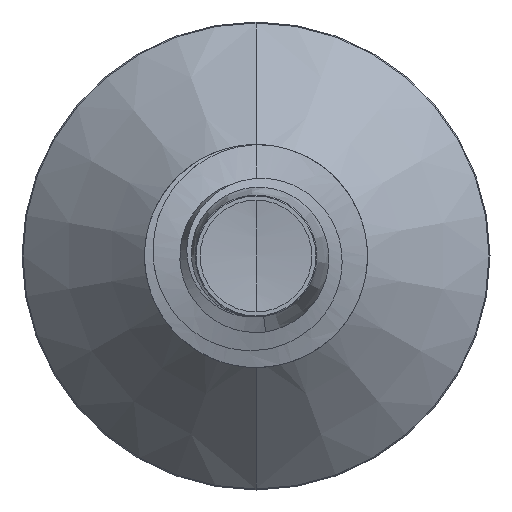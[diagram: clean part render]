
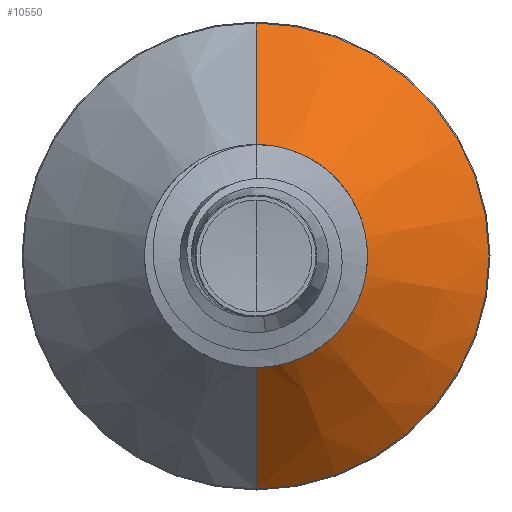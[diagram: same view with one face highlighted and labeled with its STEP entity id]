
A CAD part, front view. The second image highlights one B-rep face of the part: STEP entity #10550.
In plain terms, the highlighted conical face has half-angle 45 degrees and reference radius 1.857 mm.
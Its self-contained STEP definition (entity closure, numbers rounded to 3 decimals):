
#252 = FACE_OUTER_BOUND ( 'NONE', #1313, .T. ) ;
#1064 = ORIENTED_EDGE ( 'NONE', *, *, #10508, .T. ) ;
#1313 = EDGE_LOOP ( 'NONE', ( #1064, #7745, #2579, #4629 ) ) ;
#1474 = AXIS2_PLACEMENT_3D ( 'NONE', #2522, #2481, #2465 ) ;
#1667 = DIRECTION ( 'NONE',  ( 0., 1., 0. ) ) ;
#1795 = DIRECTION ( 'NONE',  ( 0., 0., 1. ) ) ;
#1813 = DIRECTION ( 'NONE',  ( 0., 1., 0. ) ) ;
#1814 = CARTESIAN_POINT ( 'NONE',  ( 0., 6.957, 0. ) ) ;
#1834 = CARTESIAN_POINT ( 'NONE',  ( 0., 6.957, 0. ) ) ;
#2029 = DIRECTION ( 'NONE',  ( 0., 0., 1. ) ) ;
#2372 = AXIS2_PLACEMENT_3D ( 'NONE', #1834, #1667, #2029 ) ;
#2465 = DIRECTION ( 'NONE',  ( 0., 0., 1. ) ) ;
#2481 = DIRECTION ( 'NONE',  ( 0., 1., 0. ) ) ;
#2522 = CARTESIAN_POINT ( 'NONE',  ( 0., 9.282, 0. ) ) ;
#2546 = AXIS2_PLACEMENT_3D ( 'NONE', #1814, #1813, #1795 ) ;
#2579 = ORIENTED_EDGE ( 'NONE', *, *, #10941, .F. ) ;
#2599 = DIRECTION ( 'NONE',  ( 0., 0.707, 0.707 ) ) ;
#2607 = DIRECTION ( 'NONE',  ( 0., 0.707, -0.707 ) ) ;
#2611 = CARTESIAN_POINT ( 'NONE',  ( 0., 6.957, -1.857 ) ) ;
#2638 = CARTESIAN_POINT ( 'NONE',  ( 0., 6.957, 1.857 ) ) ;
#4088 = VECTOR ( 'NONE', #2607, 1000. ) ;
#4629 = ORIENTED_EDGE ( 'NONE', *, *, #10731, .F. ) ;
#5178 = VECTOR ( 'NONE', #2599, 1000. ) ;
#5522 = LINE ( 'NONE', #2638, #5178 ) ;
#7179 = VERTEX_POINT ( 'NONE', #10119 ) ;
#7745 = ORIENTED_EDGE ( 'NONE', *, *, #10949, .T. ) ;
#7926 = VERTEX_POINT ( 'NONE', #9437 ) ;
#7948 = VERTEX_POINT ( 'NONE', #9450 ) ;
#8564 = CONICAL_SURFACE ( 'NONE', #2372, 1.857, 0.785 ) ;
#8601 = CARTESIAN_POINT ( 'NONE',  ( 0., 6.957, 1.857 ) ) ;
#9014 = CIRCLE ( 'NONE', #2546, 1.857 ) ;
#9127 = LINE ( 'NONE', #2611, #4088 ) ;
#9437 = CARTESIAN_POINT ( 'NONE',  ( 0., 9.282, -4.182 ) ) ;
#9450 = CARTESIAN_POINT ( 'NONE',  ( 0., 6.957, -1.857 ) ) ;
#9859 = VERTEX_POINT ( 'NONE', #8601 ) ;
#10119 = CARTESIAN_POINT ( 'NONE',  ( 0., 9.282, 4.182 ) ) ;
#10508 = EDGE_CURVE ( 'NONE', #9859, #7948, #9014, .T. ) ;
#10550 = ADVANCED_FACE ( 'NONE', ( #252 ), #8564, .T. ) ;
#10731 = EDGE_CURVE ( 'NONE', #9859, #7179, #5522, .T. ) ;
#10893 = CIRCLE ( 'NONE', #1474, 4.182 ) ;
#10941 = EDGE_CURVE ( 'NONE', #7179, #7926, #10893, .T. ) ;
#10949 = EDGE_CURVE ( 'NONE', #7948, #7926, #9127, .T. ) ;
